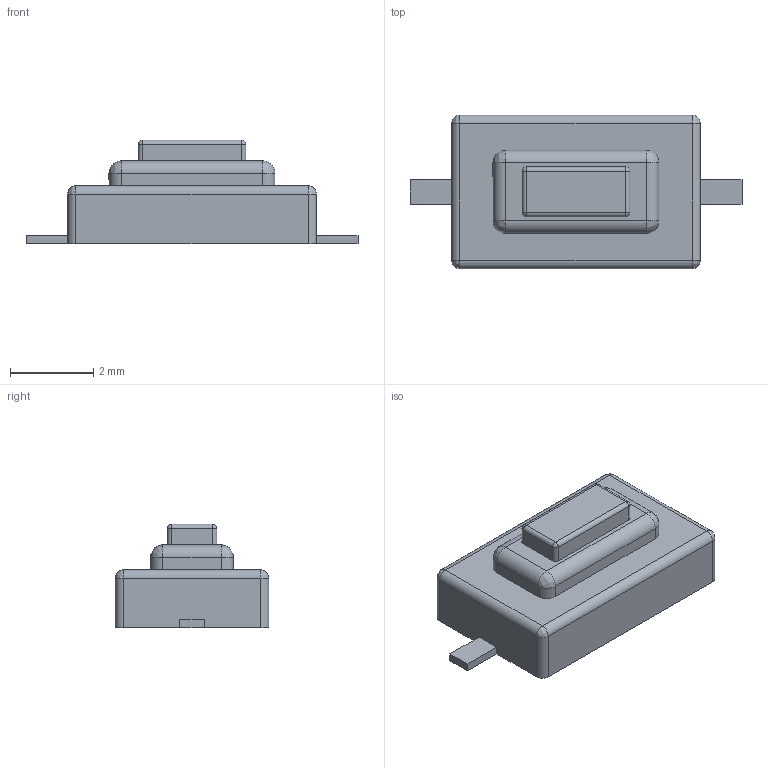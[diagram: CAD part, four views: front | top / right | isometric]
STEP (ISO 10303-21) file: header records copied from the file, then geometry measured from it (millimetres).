
FILE_DESCRIPTION (( 'STEP AP214' ), '1' );
FILE_NAME ('User Library-SWT-39.STEP', '2012-04-18T00:55:34', ( 'sysAdmin' ), ( 'SolidWorks' ), 'SwSTEP 2.0', 'SolidWorks 2012', '' );
FILE_SCHEMA (( 'AUTOMOTIVE_DESIGN' ));
Length unit declared in the file: millimetre
Products named in the file (1): User Library-SWT-39
Bounding box: 8 x 3.7 x 2.5 mm (x, y, z)
Volume: 37.2 mm3; surface area: 81.3 mm2
Topology: 1 solids, 1 shells, 60 faces, 144 edges, 76 vertices
Faces by surface type: plane 24, cylinder 24, bspline 12
Entity records: 2442 total; most frequent: CARTESIAN_POINT 449, DIRECTION 278, ORIENTED_EDGE 264, EDGE_CURVE 132, AXIS2_PLACEMENT_3D 97, VECTOR 84, LINE 84, VERTEX_POINT 76
